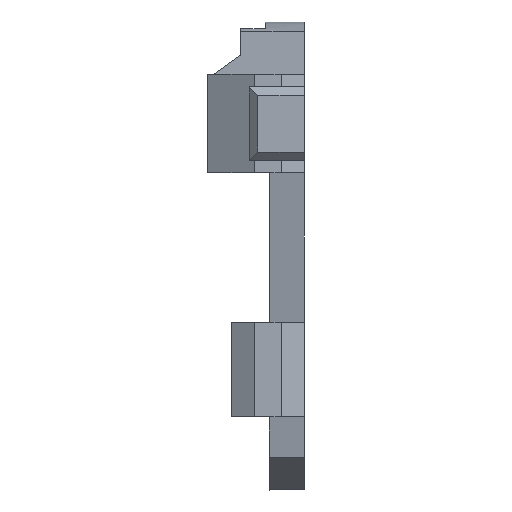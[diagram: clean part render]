
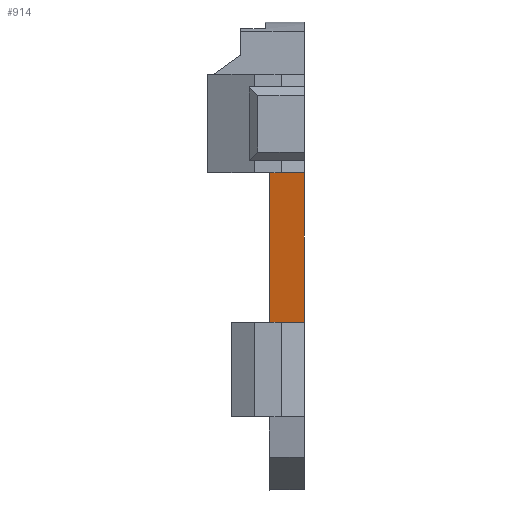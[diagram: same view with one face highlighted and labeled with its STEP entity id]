
A CAD part, left-side view. The second image highlights one B-rep face of the part: STEP entity #914.
In plain terms, the highlighted planar face has unit normal (-0.966, 0.259, 0).
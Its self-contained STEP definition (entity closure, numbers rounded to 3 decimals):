
#344 = VERTEX_POINT('',#345);
#345 = CARTESIAN_POINT('',(-12.772,8.642,
    47.053));
#351 = EDGE_CURVE('',#352,#344,#354,.T.);
#352 = VERTEX_POINT('',#353);
#353 = CARTESIAN_POINT('',(-12.772,8.642,
    28.653));
#354 = LINE('',#355,#356);
#355 = CARTESIAN_POINT('',(-12.772,8.642,
    28.653));
#356 = VECTOR('',#357,1.);
#357 = DIRECTION('',(0.,0.,1.));
#831 = EDGE_CURVE('',#832,#352,#834,.T.);
#832 = VERTEX_POINT('',#833);
#833 = CARTESIAN_POINT('',(-11.62,12.942,
    28.653));
#834 = LINE('',#835,#836);
#835 = CARTESIAN_POINT('',(-11.62,12.942,
    28.653));
#836 = VECTOR('',#837,1.);
#837 = DIRECTION('',(-0.259,-0.966,0.)
  );
#914 = ADVANCED_FACE('',(#915),#933,.F.);
#915 = FACE_BOUND('',#916,.F.);
#916 = EDGE_LOOP('',(#917,#918,#926,#932));
#917 = ORIENTED_EDGE('',*,*,#831,.F.);
#918 = ORIENTED_EDGE('',*,*,#919,.T.);
#919 = EDGE_CURVE('',#832,#920,#922,.T.);
#920 = VERTEX_POINT('',#921);
#921 = CARTESIAN_POINT('',(-11.62,12.942,
    47.053));
#922 = LINE('',#923,#924);
#923 = CARTESIAN_POINT('',(-11.62,12.942,
    28.653));
#924 = VECTOR('',#925,1.);
#925 = DIRECTION('',(0.,0.,1.));
#926 = ORIENTED_EDGE('',*,*,#927,.F.);
#927 = EDGE_CURVE('',#344,#920,#928,.T.);
#928 = LINE('',#929,#930);
#929 = CARTESIAN_POINT('',(-10.949,15.445,
    47.053));
#930 = VECTOR('',#931,1.);
#931 = DIRECTION('',(0.259,0.966,0.)
  );
#932 = ORIENTED_EDGE('',*,*,#351,.F.);
#933 = PLANE('',#934);
#934 = AXIS2_PLACEMENT_3D('',#935,#936,#937);
#935 = CARTESIAN_POINT('',(-11.62,12.942,
    28.653));
#936 = DIRECTION('',(0.966,-0.259,0.)
  );
#937 = DIRECTION('',(-0.259,-0.966,0.)
  );
